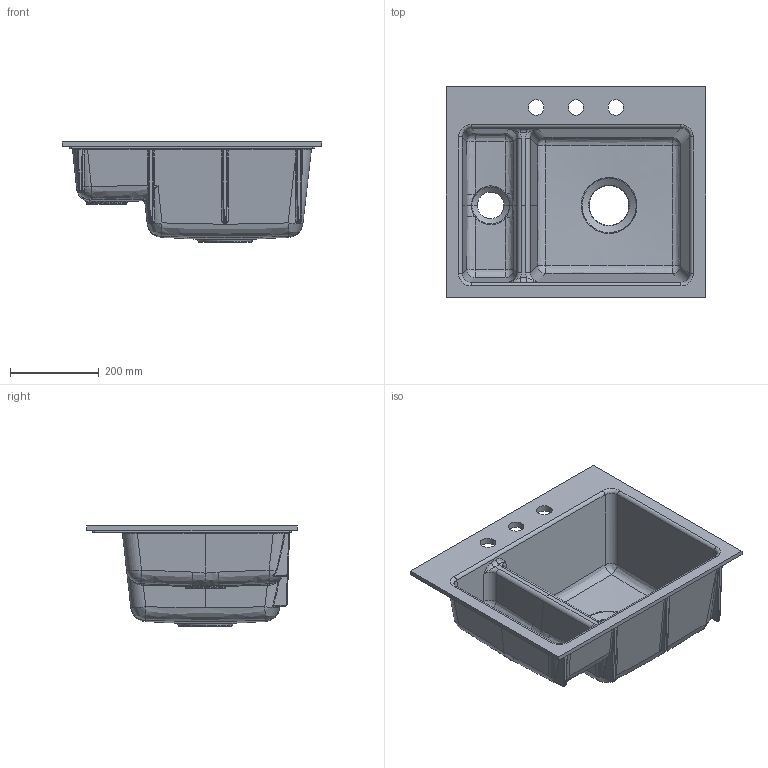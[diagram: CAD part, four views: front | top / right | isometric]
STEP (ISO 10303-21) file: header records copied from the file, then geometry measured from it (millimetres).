
FILE_DESCRIPTION(/* description */ (''),/* implementation_level */ '2;1');
FILE_NAME(/* name */ '67800F_67801F_67802F.stp',/* time_stamp */ '2022-07-12T06:01:28+02:00',/* author */ (''),/* organization */ (''),/* preprocessor_version */ 'ST-DEVELOPER v18.1',/* originating_system */ 'SIEMENS PLM Software NX 1973',/* authorisation */ '');
FILE_SCHEMA (('AUTOMOTIVE_DESIGN { 1 0 10303 214 3 1 1 1 }'));
Length unit declared in the file: millimetre
Products named in the file (1): rupp5E2C5574w2fo
Bounding box: 585 x 475 x 226 mm (x, y, z)
Volume: 8593872.4 mm3; surface area: 1133306.1 mm2
Topology: 1 solids, 1 shells, 269 faces, 646 edges, 359 vertices
Faces by surface type: bspline 127, cylinder 71, plane 49, sphere 14, torus 5, cone 3
Full cylindrical faces by diameter (mm): 35 x3, 90 x1
Entity records: 11629 total; most frequent: CARTESIAN_POINT 6239, ORIENTED_EDGE 1214, DIRECTION 1004, EDGE_CURVE 607, AXIS2_PLACEMENT_3D 419, VERTEX_POINT 353, EDGE_LOOP 292, ADVANCED_FACE 269
